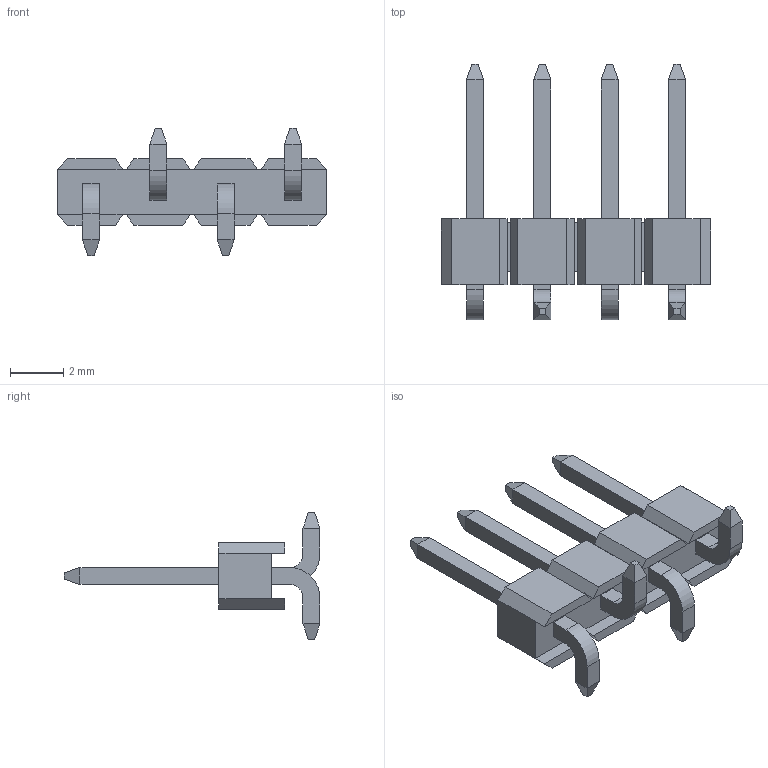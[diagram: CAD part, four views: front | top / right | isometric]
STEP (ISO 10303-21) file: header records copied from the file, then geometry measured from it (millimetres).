
FILE_DESCRIPTION((''),'2;1');
FILE_NAME('878980466','2018-12-13T',('gga'),(''),'PRO/ENGINEER BY PARAMETRIC TECHNOLOGY CORPORATION, 2016010','PRO/ENGINEER BY PARAMETRIC TECHNOLOGY CORPORATION, 2016010','');
FILE_SCHEMA(('CONFIG_CONTROL_DESIGN'));
Length unit declared in the file: millimetre
Products named in the file (1): 878980466
Bounding box: 10.16 x 9.65 x 4.8 mm (x, y, z)
Volume: 65.9 mm3; surface area: 214.1 mm2
Topology: 1 solids, 1 shells, 150 faces, 376 edges, 236 vertices
Faces by surface type: plane 142, cylinder 8
Entity records: 4347 total; most frequent: CARTESIAN_POINT 747, ORIENTED_EDGE 720, DIRECTION 694, VECTOR 360, LINE 360, EDGE_CURVE 360, VERTEX_POINT 220, AXIS2_PLACEMENT_3D 167
